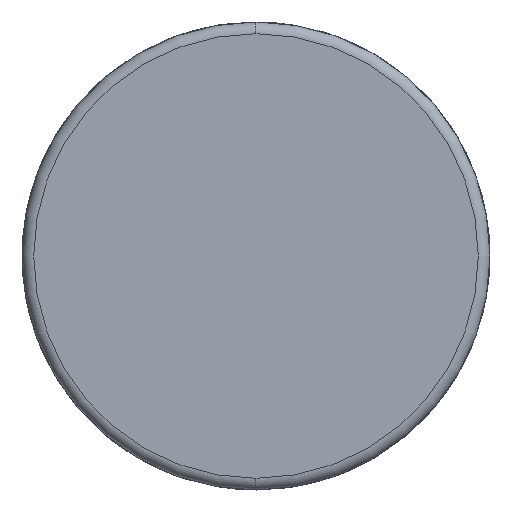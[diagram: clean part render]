
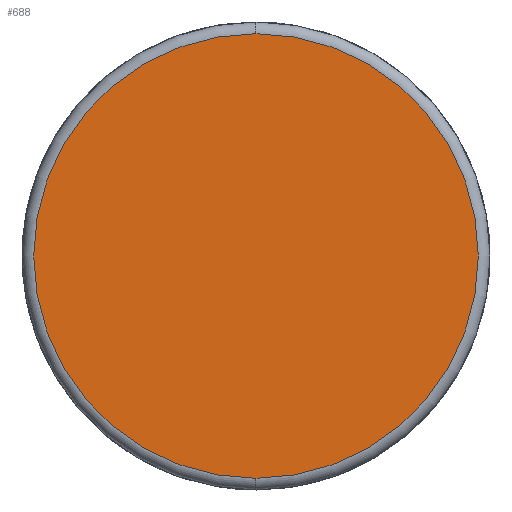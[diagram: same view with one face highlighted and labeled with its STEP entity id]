
A CAD part, left-side view. The second image highlights one B-rep face of the part: STEP entity #688.
In plain terms, the highlighted planar face has unit normal (-1, 0, 0).
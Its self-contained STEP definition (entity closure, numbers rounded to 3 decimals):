
#33 = VERTEX_POINT('',#34);
#34 = CARTESIAN_POINT('',(-1.75,0.,0.05));
#41 = EDGE_CURVE('',#42,#33,#44,.T.);
#42 = VERTEX_POINT('',#43);
#43 = CARTESIAN_POINT('',(-1.75,0.,1.95));
#44 = CIRCLE('',#45,0.95);
#45 = AXIS2_PLACEMENT_3D('',#46,#47,#48);
#46 = CARTESIAN_POINT('',(-1.75,0.,1.));
#47 = DIRECTION('',(-1.,0.,0.));
#48 = DIRECTION('',(0.,0.,1.));
#677 = EDGE_CURVE('',#33,#42,#678,.T.);
#678 = CIRCLE('',#679,0.95);
#679 = AXIS2_PLACEMENT_3D('',#680,#681,#682);
#680 = CARTESIAN_POINT('',(-1.75,0.,1.));
#681 = DIRECTION('',(-1.,0.,0.));
#682 = DIRECTION('',(0.,0.,1.));
#688 = ADVANCED_FACE('',(#689),#693,.T.);
#689 = FACE_BOUND('',#690,.T.);
#690 = EDGE_LOOP('',(#691,#692));
#691 = ORIENTED_EDGE('',*,*,#41,.T.);
#692 = ORIENTED_EDGE('',*,*,#677,.T.);
#693 = PLANE('',#694);
#694 = AXIS2_PLACEMENT_3D('',#695,#696,#697);
#695 = CARTESIAN_POINT('',(-1.75,0.,1.));
#696 = DIRECTION('',(-1.,0.,0.));
#697 = DIRECTION('',(0.,0.,1.));
